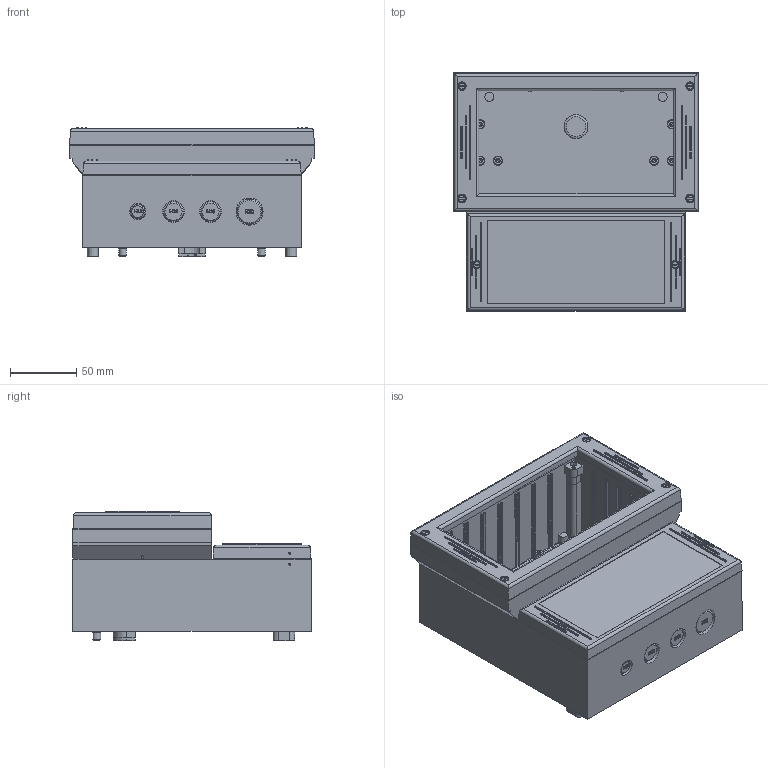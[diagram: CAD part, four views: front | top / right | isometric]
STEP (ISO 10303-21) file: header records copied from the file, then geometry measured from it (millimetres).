
FILE_DESCRIPTION((''),'2;1');
FILE_NAME('kat-mbrc2-16-r.stp','2009-12-09T12:53:45',('marcel.johanning'),(''),'Autodesk Inventor 2010','Autodesk Inventor 2010','');
FILE_SCHEMA(('AUTOMOTIVE_DESIGN { 1 0 10303 214 1 1 1 1 }'));
Length unit declared in the file: millimetre
Products named in the file (8): mbrca16-X20-UT+Rahmenoffen; mbrca16-X20-Deckel; mbrca16-X20-UT; Stopfen GPN910-2179; DIN 7964 A  M3 x 16; Gewinde Dübel M3; mbrca16-X20-Rahmen; 231-Adapterecke-X01
Assembly tree (24 placements, depth 2):
  mbrca16-X20-UT+Rahmenoffen
    mbrca16-X20-Deckel
    mbrca16-X20-UT
    Stopfen GPN910-2179
    DIN 7964 A  M3 x 16  x6
    Gewinde Dübel M3  x10
    mbrca16-X20-Rahmen
    231-Adapterecke-X01  x4
Bounding box: 185 x 180 x 97.7 mm (x, y, z)
Volume: 409854.9 mm3; surface area: 295233.8 mm2
Topology: 24 solids, 24 shells, 2076 faces, 5243 edges, 3358 vertices
Faces by surface type: plane 1031, bspline 473, cylinder 375, cone 184, torus 13
Full cylindrical faces by diameter (mm): 1.5 x1, 2.3 x6, 3 x6, 3.9 x10, 7 x2, 13.4 x1, 18 x1
Entity records: 62635 total; most frequent: CARTESIAN_POINT 19875, ORIENTED_EDGE 8956, DIRECTION 8080, EDGE_CURVE 4478, VERTEX_POINT 3007, VECTOR 2760, LINE 2760, AXIS2_PLACEMENT_3D 2660
